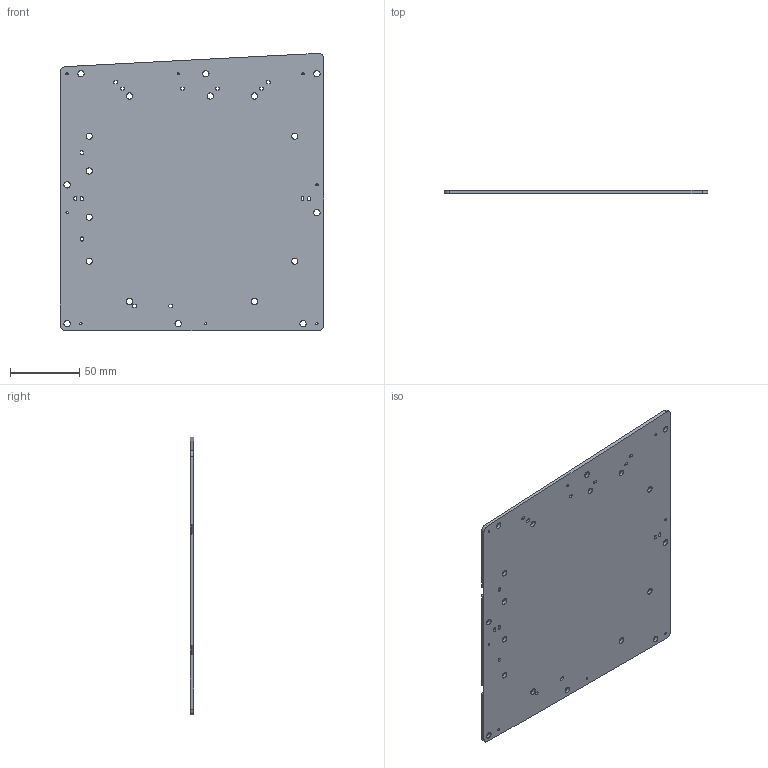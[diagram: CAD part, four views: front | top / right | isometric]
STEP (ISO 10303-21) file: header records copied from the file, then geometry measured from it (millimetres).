
FILE_DESCRIPTION(('FreeCAD Model'),'2;1');
FILE_NAME('Open CASCADE Shape Model','2023-01-06T13:23:48',(''),(''), 'Open CASCADE STEP processor 7.6','FreeCAD','Unknown');
FILE_SCHEMA(('AUTOMOTIVE_DESIGN { 1 0 10303 214 1 1 1 1 }'));
Length unit declared in the file: millimetre
Products named in the file (1): Defeatured028
Bounding box: 190 x 2.5 x 199.74 mm (x, y, z)
Volume: 91213.8 mm3; surface area: 76331.9 mm2
Topology: 1 solids, 1 shells, 121 faces, 357 edges, 238 vertices
Faces by surface type: cylinder 67, plane 54
Full cylindrical faces by diameter (mm): 1.6 x8, 4.5 x19
Entity records: 9155 total; most frequent: CARTESIAN_POINT 1953, DIRECTION 1352, LINE 791, VECTOR 791, ORIENTED_EDGE 714, PCURVE 714, DEFINITIONAL_REPRESENTATION 714, EDGE_CURVE 357
